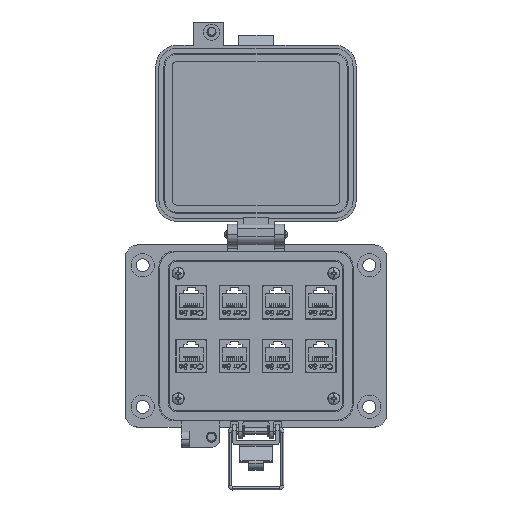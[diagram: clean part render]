
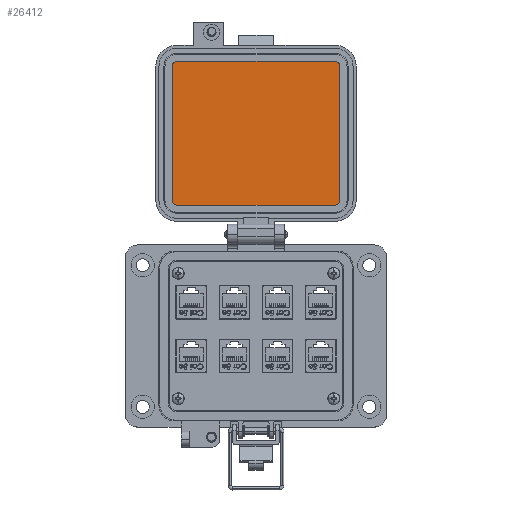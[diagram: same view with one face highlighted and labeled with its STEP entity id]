
A CAD part, top view. The second image highlights one B-rep face of the part: STEP entity #26412.
In plain terms, the highlighted planar face has unit normal (0, 0, 1).
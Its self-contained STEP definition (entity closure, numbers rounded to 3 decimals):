
#330 = AXIS2_PLACEMENT_3D ( 'NONE', #4727, #17193, #8893 ) ;
#969 = LINE ( 'NONE', #34873, #21566 ) ;
#1220 = VECTOR ( 'NONE', #47715, 1000. ) ;
#2417 = VECTOR ( 'NONE', #17745, 1000. ) ;
#3979 = DIRECTION ( 'NONE',  ( -1., 0., 0. ) ) ;
#4097 = AXIS2_PLACEMENT_3D ( 'NONE', #38059, #42179, #50333 ) ;
#4727 = CARTESIAN_POINT ( 'NONE',  ( -42.469, 60.004, 19.202 ) ) ;
#7718 = LINE ( 'NONE', #51044, #29640 ) ;
#8022 = CARTESIAN_POINT ( 'NONE',  ( 35.912, 57.705, 19.202 ) ) ;
#8421 = CARTESIAN_POINT ( 'NONE',  ( 38.212, 60.004, 19.202 ) ) ;
#8893 = DIRECTION ( 'NONE',  ( 1., 0., 0. ) ) ;
#9922 = EDGE_CURVE ( 'NONE', #9930, #47582, #40168, .T. ) ;
#9930 = VERTEX_POINT ( 'NONE', #49970 ) ;
#10835 = EDGE_LOOP ( 'NONE', ( #36399, #49121, #11395, #46020, #24924, #31141, #14121, #35295 ) ) ;
#11078 = VERTEX_POINT ( 'NONE', #52334 ) ;
#11395 = ORIENTED_EDGE ( 'NONE', *, *, #19840, .F. ) ;
#11967 = CARTESIAN_POINT ( 'NONE',  ( -42.469, 126.389, 19.202 ) ) ;
#14121 = ORIENTED_EDGE ( 'NONE', *, *, #9922, .F. ) ;
#14805 = EDGE_CURVE ( 'NONE', #26864, #38508, #44260, .T. ) ;
#16576 = DIRECTION ( 'NONE',  ( 0., 0., -1. ) ) ;
#17193 = DIRECTION ( 'NONE',  ( 0., 0., -1. ) ) ;
#17745 = DIRECTION ( 'NONE',  ( 0., 1., 0. ) ) ;
#19840 = EDGE_CURVE ( 'NONE', #43823, #30463, #34217, .T. ) ;
#20692 = DIRECTION ( 'NONE',  ( 0., -1., 0. ) ) ;
#20836 = EDGE_CURVE ( 'NONE', #38508, #9930, #7718, .T. ) ;
#21066 = AXIS2_PLACEMENT_3D ( 'NONE', #11967, #53003, #40855 ) ;
#21391 = EDGE_CURVE ( 'NONE', #51505, #11078, #29590, .T. ) ;
#21566 = VECTOR ( 'NONE', #39002, 1000. ) ;
#22182 = EDGE_CURVE ( 'NONE', #47582, #51505, #34025, .T. ) ;
#23146 = CARTESIAN_POINT ( 'NONE',  ( -3.279, 128.688, 19.202 ) ) ;
#24581 = EDGE_CURVE ( 'NONE', #30463, #26864, #969, .T. ) ;
#24818 = CARTESIAN_POINT ( 'NONE',  ( 35.912, 60.004, 19.202 ) ) ;
#24924 = ORIENTED_EDGE ( 'NONE', *, *, #21391, .F. ) ;
#26412 = ADVANCED_FACE ( 'NONE', ( #28520 ), #53178, .T. ) ;
#26697 = DIRECTION ( 'NONE',  ( -1., 0., 0. ) ) ;
#26864 = VERTEX_POINT ( 'NONE', #8421 ) ;
#27529 = AXIS2_PLACEMENT_3D ( 'NONE', #28497, #28673, #3979 ) ;
#28497 = CARTESIAN_POINT ( 'NONE',  ( 39.871, 130.108, 19.202 ) ) ;
#28520 = FACE_OUTER_BOUND ( 'NONE', #10835, .T. ) ;
#28673 = DIRECTION ( 'NONE',  ( 0., 0., 1. ) ) ;
#28930 = EDGE_CURVE ( 'NONE', #11078, #43823, #45002, .T. ) ;
#29590 = CIRCLE ( 'NONE', #21066, 2.299 ) ;
#29640 = VECTOR ( 'NONE', #26697, 1000. ) ;
#30463 = VERTEX_POINT ( 'NONE', #45945 ) ;
#31141 = ORIENTED_EDGE ( 'NONE', *, *, #22182, .F. ) ;
#34025 = LINE ( 'NONE', #38412, #2417 ) ;
#34217 = CIRCLE ( 'NONE', #4097, 2.299 ) ;
#34873 = CARTESIAN_POINT ( 'NONE',  ( 38.212, 93.196, 19.202 ) ) ;
#35295 = ORIENTED_EDGE ( 'NONE', *, *, #20836, .F. ) ;
#36399 = ORIENTED_EDGE ( 'NONE', *, *, #14805, .F. ) ;
#37260 = CARTESIAN_POINT ( 'NONE',  ( -44.769, 126.389, 19.202 ) ) ;
#37585 = CARTESIAN_POINT ( 'NONE',  ( -44.769, 60.004, 19.202 ) ) ;
#38059 = CARTESIAN_POINT ( 'NONE',  ( 35.912, 126.389, 19.202 ) ) ;
#38412 = CARTESIAN_POINT ( 'NONE',  ( -44.769, 93.196, 19.202 ) ) ;
#38508 = VERTEX_POINT ( 'NONE', #8022 ) ;
#39002 = DIRECTION ( 'NONE',  ( 0., -1., 0. ) ) ;
#40168 = CIRCLE ( 'NONE', #330, 2.299 ) ;
#40855 = DIRECTION ( 'NONE',  ( 0., -1., 0. ) ) ;
#42179 = DIRECTION ( 'NONE',  ( 0., 0., -1. ) ) ;
#43823 = VERTEX_POINT ( 'NONE', #49071 ) ;
#44260 = CIRCLE ( 'NONE', #48295, 2.299 ) ;
#45002 = LINE ( 'NONE', #23146, #1220 ) ;
#45945 = CARTESIAN_POINT ( 'NONE',  ( 38.212, 126.389, 19.202 ) ) ;
#46020 = ORIENTED_EDGE ( 'NONE', *, *, #28930, .F. ) ;
#47582 = VERTEX_POINT ( 'NONE', #37585 ) ;
#47715 = DIRECTION ( 'NONE',  ( 1., 0., 0. ) ) ;
#48295 = AXIS2_PLACEMENT_3D ( 'NONE', #24818, #16576, #20692 ) ;
#49071 = CARTESIAN_POINT ( 'NONE',  ( 35.912, 128.688, 19.202 ) ) ;
#49121 = ORIENTED_EDGE ( 'NONE', *, *, #24581, .F. ) ;
#49970 = CARTESIAN_POINT ( 'NONE',  ( -42.469, 57.705, 19.202 ) ) ;
#50333 = DIRECTION ( 'NONE',  ( 1., 0., 0. ) ) ;
#51044 = CARTESIAN_POINT ( 'NONE',  ( -3.279, 57.705, 19.202 ) ) ;
#51505 = VERTEX_POINT ( 'NONE', #37260 ) ;
#52334 = CARTESIAN_POINT ( 'NONE',  ( -42.469, 128.688, 19.202 ) ) ;
#53003 = DIRECTION ( 'NONE',  ( 0., 0., -1. ) ) ;
#53178 = PLANE ( 'NONE',  #27529 ) ;
